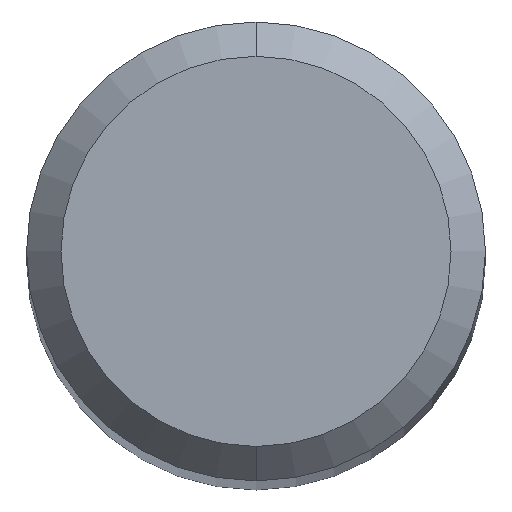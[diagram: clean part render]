
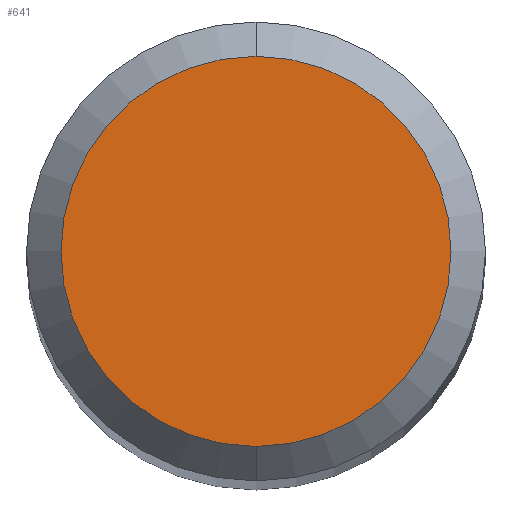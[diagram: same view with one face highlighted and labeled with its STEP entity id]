
A CAD part, top view. The second image highlights one B-rep face of the part: STEP entity #641.
In plain terms, the highlighted planar face has unit normal (0, 0, 1).
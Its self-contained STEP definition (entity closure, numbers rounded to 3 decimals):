
#641=ADVANCED_FACE('',(#1354),#1355,.T.);
#809=VERTEX_POINT('',#1542);
#851=VERTEX_POINT('',#1585);
#877=EDGE_CURVE('',#809,#851,#1617,.T.);
#893=EDGE_CURVE('',#851,#809,#1634,.T.);
#1354=FACE_OUTER_BOUND('',#2961,.T.);
#1355=PLANE('',#2962);
#1542=CARTESIAN_POINT('',(0.0,1.7,0.0));
#1585=CARTESIAN_POINT('',(0.,-1.7,0.0));
#1617=CIRCLE('',#3719,1.7);
#1634=CIRCLE('',#3841,1.7);
#2961=EDGE_LOOP('',(#4758,#4759));
#2962=AXIS2_PLACEMENT_3D('',#4760,#4761,#4762);
#3719=AXIS2_PLACEMENT_3D('',#5078,#5079,#5080);
#3841=AXIS2_PLACEMENT_3D('',#5092,#5093,#5094);
#4758=ORIENTED_EDGE('',*,*,#877,.F.);
#4759=ORIENTED_EDGE('',*,*,#893,.F.);
#4760=CARTESIAN_POINT('',(0.0,0.85,0.0));
#4761=DIRECTION('',(-0.0,0.0,1.0));
#4762=DIRECTION('',(0.0,-1.0,0.0));
#5078=CARTESIAN_POINT('',(0.0,0.0,0.0));
#5079=DIRECTION('',(0.0,0.0,-1.0));
#5080=DIRECTION('',(0.0,1.0,0.0));
#5092=CARTESIAN_POINT('',(0.0,0.0,0.0));
#5093=DIRECTION('',(0.0,0.0,-1.0));
#5094=DIRECTION('',(0.0,1.0,0.0));
